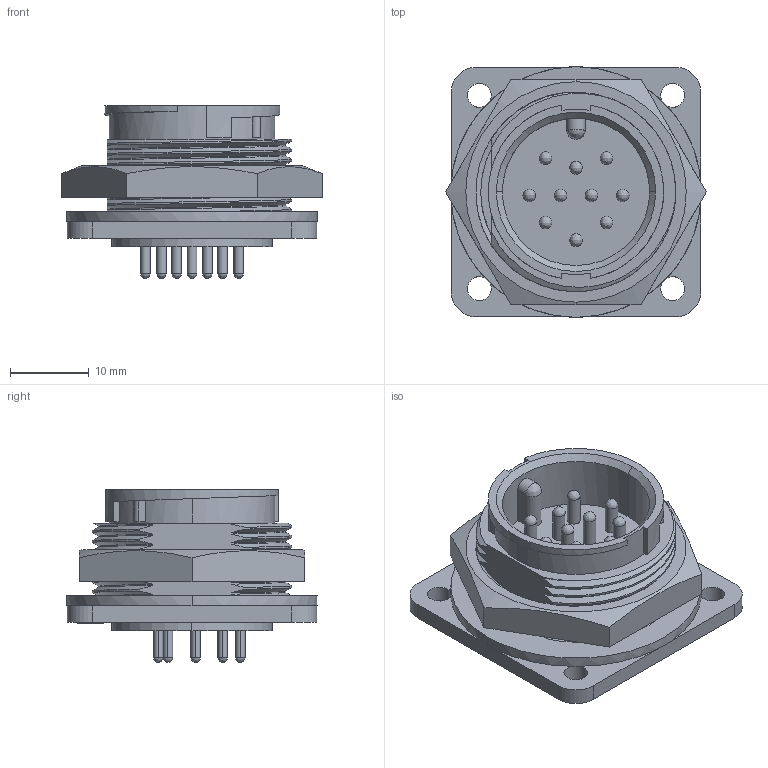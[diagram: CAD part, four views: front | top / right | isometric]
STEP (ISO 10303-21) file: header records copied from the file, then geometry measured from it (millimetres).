
FILE_DESCRIPTION (( 'STEP AP203' ), '1' );
FILE_NAME ('14381-10PG-300.STEP', '2015-11-18T21:52:10', ( '' ), ( '' ), 'SwSTEP 2.0', 'SolidWorks 2014', '' );
FILE_SCHEMA (( 'CONFIG_CONTROL_DESIGN' ));
Length unit declared in the file: inch
Products named in the file (1): 14381-10PG-300
Bounding box: 33 x 31.75 x 21.92 mm (x, y, z)
Volume: 7913.1 mm3; surface area: 6136.1 mm2
Topology: 2 solids, 2 shells, 231 faces, 626 edges, 383 vertices
Faces by surface type: cylinder 96, plane 81, bspline 50, cone 4
Entity records: 15679 total; most frequent: CARTESIAN_POINT 10354, ORIENTED_EDGE 1170, DIRECTION 996, EDGE_CURVE 585, VERTEX_POINT 383, AXIS2_PLACEMENT_3D 363, LINE 270, VECTOR 270
